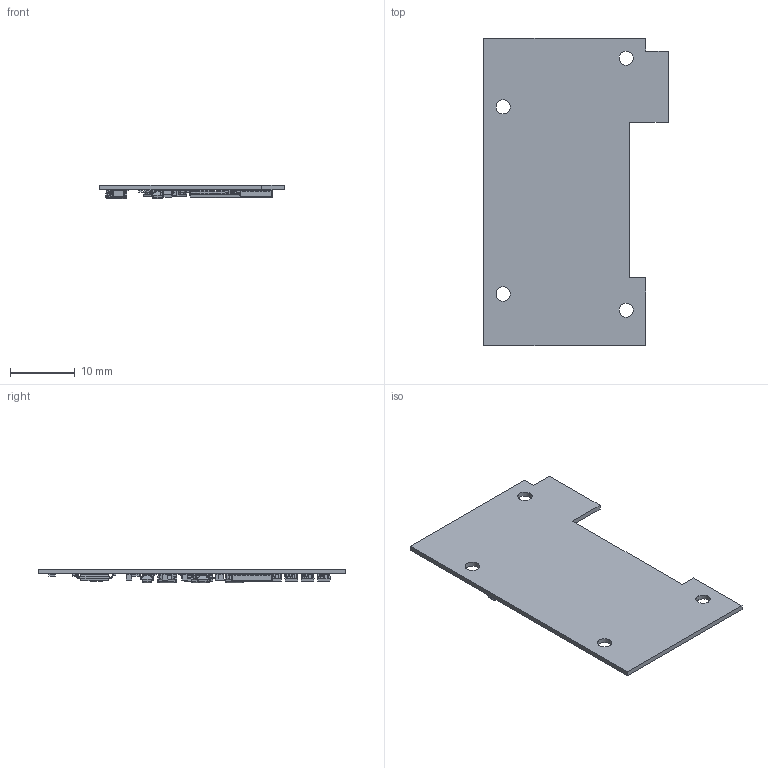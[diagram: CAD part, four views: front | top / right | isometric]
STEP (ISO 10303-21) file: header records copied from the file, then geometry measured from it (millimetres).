
FILE_DESCRIPTION(('Open CASCADE Model'),'2;1');
FILE_NAME('Open CASCADE Shape Model','2025-02-26T13:38:48',('Author'),( 'Open CASCADE'),'Open CASCADE STEP processor 7.5','Open CASCADE 7.5' ,'Unknown');
FILE_SCHEMA(('AUTOMOTIVE_DESIGN { 1 0 10303 214 1 1 1 1 }'));
Length unit declared in the file: millimetre
Products named in the file (69): PCB; Board; Open CASCADE STEP translator 7.5 1.1.1; R25; 6-1622826-4; R24; Y1; CDFN4_2P5X2_MCH; U11; BC847BDW1T1G; U10; R20; R19; R18; R17; R16; R15; R14; R13; R12; R11; R10; R9; R8; R7; R6; J2; DF40C-24DP-0.4V_51_; C16; capacitor-0402C; C15; C14; C13; C12; C11; R5; R3; R1; J1; C9 ...
Assembly tree (116 placements, depth 3):
  PCB
    Board
      Open CASCADE STEP translator 7.5 1.1.1
    R25
      6-1622826-4
    R24
      6-1622826-4
    Y1
      CDFN4_2P5X2_MCH
    U11
      BC847BDW1T1G
    U10
      BC847BDW1T1G
    R20
      6-1622826-4
    R19
      6-1622826-4
    R18
      6-1622826-4
    R17
      6-1622826-4
    R16
      6-1622826-4
    R15
      6-1622826-4
    R14
      6-1622826-4
    R13
      6-1622826-4
    R12
      6-1622826-4
    R11
      6-1622826-4
    R10
      6-1622826-4
    R9
      6-1622826-4
    R8
      6-1622826-4
    R7
      6-1622826-4
    R6
      6-1622826-4
    J2
      DF40C-24DP-0.4V_51_
    C16
      capacitor-0402C
    C15
      capacitor-0402C
    C14
      capacitor-0402C
    C13
      capacitor-0402C
    C12
      capacitor-0402C
    C11
      capacitor-0402C
    R5
      6-1622826-4
    R3
Bounding box: 28.5 x 47.5 x 2.15 mm (x, y, z)
Volume: 1007.7 mm3; surface area: 3177.9 mm2
Topology: 192 solids, 192 shells, 4658 faces, 12037 edges, 7606 vertices
Faces by surface type: plane 2732, cylinder 1502, bspline 240, sphere 88, revolution 64, torus 24, cone 8
Full cylindrical faces by diameter (mm): 0.103 x1, 0.225 x1, 2.2 x4
Entity records: 53347 total; most frequent: CARTESIAN_POINT 10319, DIRECTION 7999, ORIENTED_EDGE 7878, EDGE_CURVE 3939, LINE 2901, VECTOR 2901, VERTEX_POINT 2568, AXIS2_PLACEMENT_3D 2545
